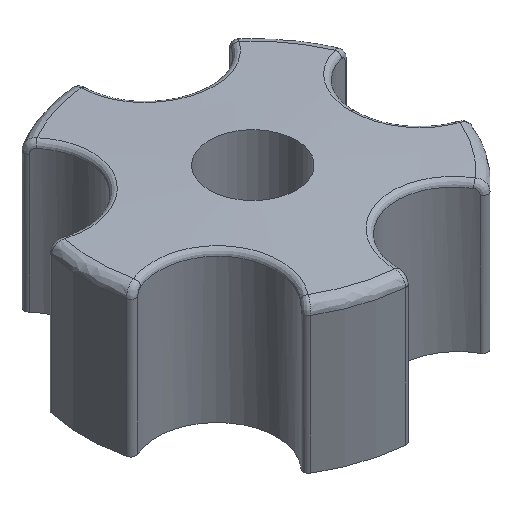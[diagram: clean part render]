
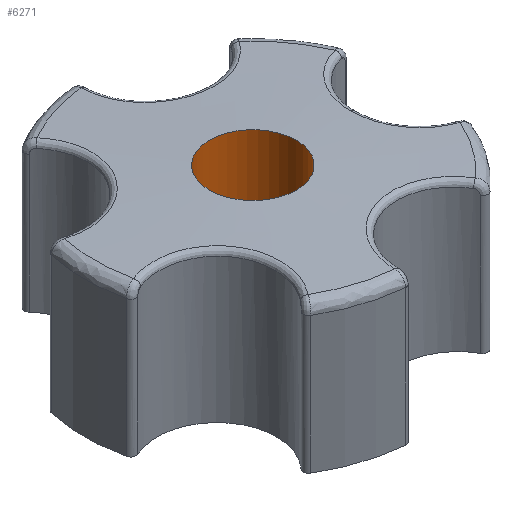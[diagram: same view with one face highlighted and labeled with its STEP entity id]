
A CAD part, isometric view. The second image highlights one B-rep face of the part: STEP entity #6271.
In plain terms, the highlighted cylindrical face has radius 4 mm (diameter 8 mm), a full revolution.
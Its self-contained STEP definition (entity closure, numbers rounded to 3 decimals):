
#43 = CONICAL_SURFACE('',#44,3.,1.536);
#44 = AXIS2_PLACEMENT_3D('',#45,#46,#47);
#45 = CARTESIAN_POINT('',(0.,0.,14.));
#46 = DIRECTION('',(0.,0.,-1.));
#47 = DIRECTION('',(1.,0.,0.));
#1269 = VERTEX_POINT('',#1270);
#1270 = CARTESIAN_POINT('',(4.,0.,13.965));
#1291 = EDGE_CURVE('',#1269,#1269,#1292,.T.);
#1292 = SURFACE_CURVE('',#1293,(#1298,#1305),.PCURVE_S1.);
#1293 = CIRCLE('',#1294,4.);
#1294 = AXIS2_PLACEMENT_3D('',#1295,#1296,#1297);
#1295 = CARTESIAN_POINT('',(0.,0.,13.965));
#1296 = DIRECTION('',(-0.,0.,1.));
#1297 = DIRECTION('',(0.,-1.,0.));
#1298 = PCURVE('',#43,#1299);
#1299 = DEFINITIONAL_REPRESENTATION('',(#1300),#1304);
#1300 = LINE('',#1301,#1302);
#1301 = CARTESIAN_POINT('',(7.854,0.035));
#1302 = VECTOR('',#1303,1.);
#1303 = DIRECTION('',(-1.,0.));
#1304 = ( GEOMETRIC_REPRESENTATION_CONTEXT(2) 
PARAMETRIC_REPRESENTATION_CONTEXT() REPRESENTATION_CONTEXT('2D SPACE',''
  ) );
#1305 = PCURVE('',#1306,#1311);
#1306 = CYLINDRICAL_SURFACE('',#1307,4.);
#1307 = AXIS2_PLACEMENT_3D('',#1308,#1309,#1310);
#1308 = CARTESIAN_POINT('',(0.,0.,4.));
#1309 = DIRECTION('',(0.,0.,1.));
#1310 = DIRECTION('',(1.,0.,0.));
#1311 = DEFINITIONAL_REPRESENTATION('',(#1312),#1316);
#1312 = LINE('',#1313,#1314);
#1313 = CARTESIAN_POINT('',(-1.571,9.965));
#1314 = VECTOR('',#1315,1.);
#1315 = DIRECTION('',(1.,0.));
#1316 = ( GEOMETRIC_REPRESENTATION_CONTEXT(2) 
PARAMETRIC_REPRESENTATION_CONTEXT() REPRESENTATION_CONTEXT('2D SPACE',''
  ) );
#6271 = ADVANCED_FACE('',(#6272),#1306,.F.);
#6272 = FACE_BOUND('',#6273,.F.);
#6273 = EDGE_LOOP('',(#6274,#6275,#6298,#6325));
#6274 = ORIENTED_EDGE('',*,*,#1291,.F.);
#6275 = ORIENTED_EDGE('',*,*,#6276,.F.);
#6276 = EDGE_CURVE('',#6277,#1269,#6279,.T.);
#6277 = VERTEX_POINT('',#6278);
#6278 = CARTESIAN_POINT('',(4.,0.,4.));
#6279 = SEAM_CURVE('',#6280,(#6284,#6291),.PCURVE_S1.);
#6280 = LINE('',#6281,#6282);
#6281 = CARTESIAN_POINT('',(4.,0.,4.));
#6282 = VECTOR('',#6283,1.);
#6283 = DIRECTION('',(0.,0.,1.));
#6284 = PCURVE('',#1306,#6285);
#6285 = DEFINITIONAL_REPRESENTATION('',(#6286),#6290);
#6286 = LINE('',#6287,#6288);
#6287 = CARTESIAN_POINT('',(6.283,-0.));
#6288 = VECTOR('',#6289,1.);
#6289 = DIRECTION('',(0.,1.));
#6290 = ( GEOMETRIC_REPRESENTATION_CONTEXT(2) 
PARAMETRIC_REPRESENTATION_CONTEXT() REPRESENTATION_CONTEXT('2D SPACE',''
  ) );
#6291 = PCURVE('',#1306,#6292);
#6292 = DEFINITIONAL_REPRESENTATION('',(#6293),#6297);
#6293 = LINE('',#6294,#6295);
#6294 = CARTESIAN_POINT('',(0.,-0.));
#6295 = VECTOR('',#6296,1.);
#6296 = DIRECTION('',(0.,1.));
#6297 = ( GEOMETRIC_REPRESENTATION_CONTEXT(2) 
PARAMETRIC_REPRESENTATION_CONTEXT() REPRESENTATION_CONTEXT('2D SPACE',''
  ) );
#6298 = ORIENTED_EDGE('',*,*,#6299,.T.);
#6299 = EDGE_CURVE('',#6277,#6277,#6300,.T.);
#6300 = SURFACE_CURVE('',#6301,(#6306,#6313),.PCURVE_S1.);
#6301 = CIRCLE('',#6302,4.);
#6302 = AXIS2_PLACEMENT_3D('',#6303,#6304,#6305);
#6303 = CARTESIAN_POINT('',(0.,0.,4.));
#6304 = DIRECTION('',(0.,0.,1.));
#6305 = DIRECTION('',(1.,0.,0.));
#6306 = PCURVE('',#1306,#6307);
#6307 = DEFINITIONAL_REPRESENTATION('',(#6308),#6312);
#6308 = LINE('',#6309,#6310);
#6309 = CARTESIAN_POINT('',(0.,0.));
#6310 = VECTOR('',#6311,1.);
#6311 = DIRECTION('',(1.,0.));
#6312 = ( GEOMETRIC_REPRESENTATION_CONTEXT(2) 
PARAMETRIC_REPRESENTATION_CONTEXT() REPRESENTATION_CONTEXT('2D SPACE',''
  ) );
#6313 = PCURVE('',#6314,#6319);
#6314 = PLANE('',#6315);
#6315 = AXIS2_PLACEMENT_3D('',#6316,#6317,#6318);
#6316 = CARTESIAN_POINT('',(0.,0.,4.));
#6317 = DIRECTION('',(0.,0.,1.));
#6318 = DIRECTION('',(1.,0.,0.));
#6319 = DEFINITIONAL_REPRESENTATION('',(#6320),#6324);
#6320 = CIRCLE('',#6321,4.);
#6321 = AXIS2_PLACEMENT_2D('',#6322,#6323);
#6322 = CARTESIAN_POINT('',(0.,0.));
#6323 = DIRECTION('',(1.,0.));
#6324 = ( GEOMETRIC_REPRESENTATION_CONTEXT(2) 
PARAMETRIC_REPRESENTATION_CONTEXT() REPRESENTATION_CONTEXT('2D SPACE',''
  ) );
#6325 = ORIENTED_EDGE('',*,*,#6276,.T.);
